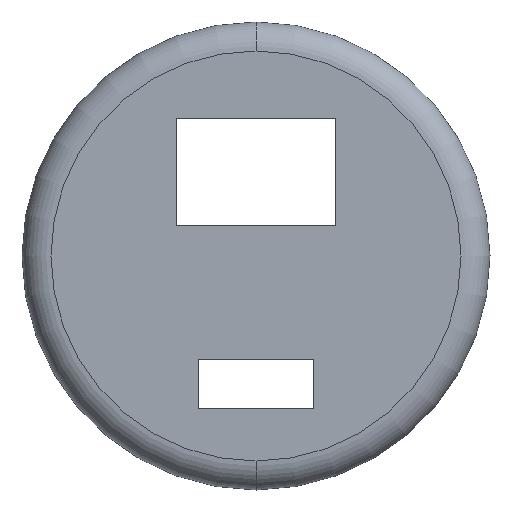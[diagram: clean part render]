
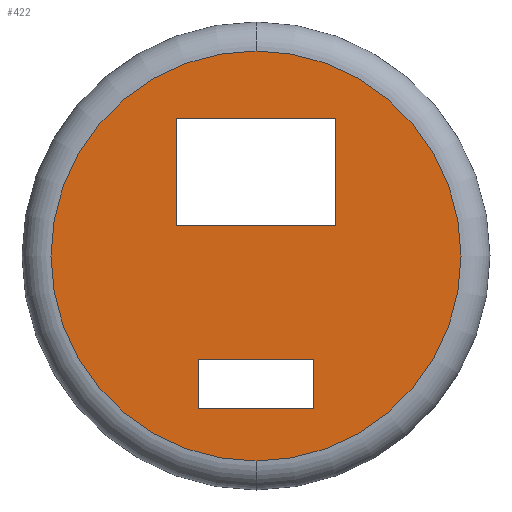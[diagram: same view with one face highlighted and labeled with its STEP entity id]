
A CAD part, front view. The second image highlights one B-rep face of the part: STEP entity #422.
In plain terms, the highlighted planar face has unit normal (0, -1, 0).
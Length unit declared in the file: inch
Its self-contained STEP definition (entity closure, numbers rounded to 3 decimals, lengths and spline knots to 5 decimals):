
#2 = CARTESIAN_POINT ( 'NONE',  ( -0.275, 0., 0. ) ) ;
#36 = VERTEX_POINT ( 'NONE', #365 ) ;
#66 = VECTOR ( 'NONE', #162, 39.37008 ) ;
#79 = CIRCLE ( 'NONE', #419, 0.70734 ) ;
#82 = DIRECTION ( 'NONE',  ( 0., 0., 1. ) ) ;
#85 = CARTESIAN_POINT ( 'NONE',  ( 0.2, 0., -0.52666 ) ) ;
#91 = EDGE_LOOP ( 'NONE', ( #389, #146 ) ) ;
#93 = FACE_BOUND ( 'NONE', #258, .T. ) ;
#107 = VERTEX_POINT ( 'NONE', #423 ) ;
#116 = ORIENTED_EDGE ( 'NONE', *, *, #226, .T. ) ;
#131 = CARTESIAN_POINT ( 'NONE',  ( 0.275, 0., 0. ) ) ;
#135 = AXIS2_PLACEMENT_3D ( 'NONE', #296, #750, #221 ) ;
#139 = DIRECTION ( 'NONE',  ( 0., -1., 0. ) ) ;
#141 = VERTEX_POINT ( 'NONE', #201 ) ;
#144 = FACE_BOUND ( 'NONE', #288, .T. ) ;
#146 = ORIENTED_EDGE ( 'NONE', *, *, #257, .T. ) ;
#150 = VERTEX_POINT ( 'NONE', #172 ) ;
#162 = DIRECTION ( 'NONE',  ( 0., 0., 1. ) ) ;
#172 = CARTESIAN_POINT ( 'NONE',  ( 0., 0., 0.70734 ) ) ;
#174 = CARTESIAN_POINT ( 'NONE',  ( 0., 0., 0.10394 ) ) ;
#185 = LINE ( 'NONE', #2, #580 ) ;
#187 = DIRECTION ( 'NONE',  ( 1., 0., 0. ) ) ;
#192 = VERTEX_POINT ( 'NONE', #639 ) ;
#194 = DIRECTION ( 'NONE',  ( 0., 0., 1. ) ) ;
#198 = VERTEX_POINT ( 'NONE', #450 ) ;
#201 = CARTESIAN_POINT ( 'NONE',  ( -0.2, 0., -0.52666 ) ) ;
#209 = DIRECTION ( 'NONE',  ( 0., 0., 1. ) ) ;
#214 = CARTESIAN_POINT ( 'NONE',  ( -0.2, 0., -0.52666 ) ) ;
#218 = VERTEX_POINT ( 'NONE', #468 ) ;
#221 = DIRECTION ( 'NONE',  ( 0., 0., 1. ) ) ;
#226 = EDGE_CURVE ( 'NONE', #36, #192, #185, .T. ) ;
#233 = EDGE_CURVE ( 'NONE', #36, #692, #699, .T. ) ;
#239 = CARTESIAN_POINT ( 'NONE',  ( 0.275, 0., 0.10394 ) ) ;
#254 = VERTEX_POINT ( 'NONE', #591 ) ;
#257 = EDGE_CURVE ( 'NONE', #218, #150, #506, .T. ) ;
#258 = EDGE_LOOP ( 'NONE', ( #367, #316, #116, #433 ) ) ;
#262 = EDGE_CURVE ( 'NONE', #254, #107, #634, .T. ) ;
#265 = DIRECTION ( 'NONE',  ( 1., 0., 0. ) ) ;
#274 = EDGE_CURVE ( 'NONE', #150, #218, #79, .T. ) ;
#288 = EDGE_LOOP ( 'NONE', ( #734, #539, #567, #738 ) ) ;
#289 = LINE ( 'NONE', #581, #396 ) ;
#296 = CARTESIAN_POINT ( 'NONE',  ( 0., 0., 0. ) ) ;
#307 = VECTOR ( 'NONE', #209, 39.37008 ) ;
#314 = PLANE ( 'NONE',  #359 ) ;
#316 = ORIENTED_EDGE ( 'NONE', *, *, #233, .F. ) ;
#317 = VECTOR ( 'NONE', #187, 39.37008 ) ;
#318 = LINE ( 'NONE', #331, #565 ) ;
#323 = DIRECTION ( 'NONE',  ( 0., 0., 1. ) ) ;
#331 = CARTESIAN_POINT ( 'NONE',  ( -0.2, 0., -0.35666 ) ) ;
#340 = EDGE_CURVE ( 'NONE', #692, #198, #467, .T. ) ;
#359 = AXIS2_PLACEMENT_3D ( 'NONE', #390, #632, #323 ) ;
#365 = CARTESIAN_POINT ( 'NONE',  ( -0.275, 0., 0.10394 ) ) ;
#367 = ORIENTED_EDGE ( 'NONE', *, *, #340, .F. ) ;
#372 = VERTEX_POINT ( 'NONE', #702 ) ;
#389 = ORIENTED_EDGE ( 'NONE', *, *, #274, .T. ) ;
#390 = CARTESIAN_POINT ( 'NONE',  ( 0., 0., 0. ) ) ;
#396 = VECTOR ( 'NONE', #650, 39.37008 ) ;
#410 = DIRECTION ( 'NONE',  ( 0., 0., 1. ) ) ;
#419 = AXIS2_PLACEMENT_3D ( 'NONE', #527, #139, #82 ) ;
#422 = ADVANCED_FACE ( 'NONE', ( #753, #144, #93 ), #314, .F. ) ;
#423 = CARTESIAN_POINT ( 'NONE',  ( 0.2, 0., -0.35666 ) ) ;
#429 = EDGE_CURVE ( 'NONE', #141, #372, #505, .T. ) ;
#433 = ORIENTED_EDGE ( 'NONE', *, *, #674, .T. ) ;
#450 = CARTESIAN_POINT ( 'NONE',  ( 0.275, 0., 0.47394 ) ) ;
#467 = LINE ( 'NONE', #131, #307 ) ;
#468 = CARTESIAN_POINT ( 'NONE',  ( 0., 0., -0.70734 ) ) ;
#471 = VECTOR ( 'NONE', #194, 39.37008 ) ;
#505 = LINE ( 'NONE', #214, #66 ) ;
#506 = CIRCLE ( 'NONE', #135, 0.70734 ) ;
#516 = LINE ( 'NONE', #711, #317 ) ;
#525 = EDGE_CURVE ( 'NONE', #372, #107, #318, .T. ) ;
#527 = CARTESIAN_POINT ( 'NONE',  ( 0., 0., 0. ) ) ;
#539 = ORIENTED_EDGE ( 'NONE', *, *, #525, .T. ) ;
#565 = VECTOR ( 'NONE', #265, 39.37008 ) ;
#567 = ORIENTED_EDGE ( 'NONE', *, *, #262, .F. ) ;
#580 = VECTOR ( 'NONE', #410, 39.37008 ) ;
#581 = CARTESIAN_POINT ( 'NONE',  ( 0., 0., 0.47394 ) ) ;
#591 = CARTESIAN_POINT ( 'NONE',  ( 0.2, 0., -0.52666 ) ) ;
#632 = DIRECTION ( 'NONE',  ( 0., 1., 0. ) ) ;
#634 = LINE ( 'NONE', #85, #471 ) ;
#639 = CARTESIAN_POINT ( 'NONE',  ( -0.275, 0., 0.47394 ) ) ;
#650 = DIRECTION ( 'NONE',  ( 1., 0., 0. ) ) ;
#652 = DIRECTION ( 'NONE',  ( 1., 0., 0. ) ) ;
#669 = VECTOR ( 'NONE', #652, 39.37008 ) ;
#674 = EDGE_CURVE ( 'NONE', #192, #198, #289, .T. ) ;
#692 = VERTEX_POINT ( 'NONE', #239 ) ;
#699 = LINE ( 'NONE', #174, #669 ) ;
#702 = CARTESIAN_POINT ( 'NONE',  ( -0.2, 0., -0.35666 ) ) ;
#711 = CARTESIAN_POINT ( 'NONE',  ( -0.2, 0., -0.52666 ) ) ;
#724 = EDGE_CURVE ( 'NONE', #141, #254, #516, .T. ) ;
#734 = ORIENTED_EDGE ( 'NONE', *, *, #429, .T. ) ;
#738 = ORIENTED_EDGE ( 'NONE', *, *, #724, .F. ) ;
#750 = DIRECTION ( 'NONE',  ( 0., -1., 0. ) ) ;
#753 = FACE_OUTER_BOUND ( 'NONE', #91, .T. ) ;
